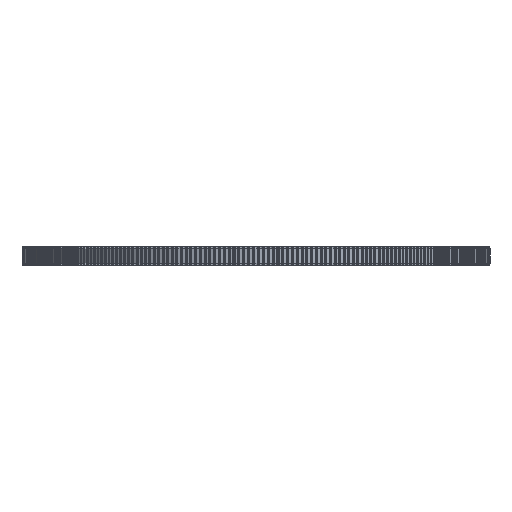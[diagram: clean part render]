
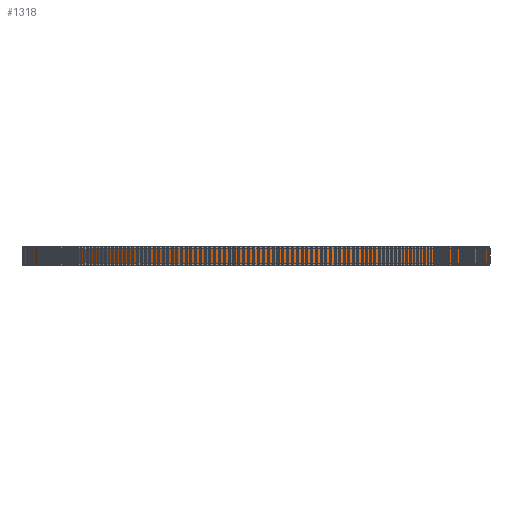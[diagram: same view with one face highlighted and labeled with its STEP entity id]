
A CAD part, front view. The second image highlights one B-rep face of the part: STEP entity #1318.
In plain terms, the highlighted cylindrical face has radius 95.175 mm (diameter 190.349 mm), a full revolution.
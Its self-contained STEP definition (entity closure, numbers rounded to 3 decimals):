
#97=FACE_BOUND('',#4912,.T.);
#98=FACE_BOUND('',#4913,.T.);
#1318=ADVANCED_FACE('',(#97,#98),#2515,.T.);
#2515=CYLINDRICAL_SURFACE('',#26455,95.175);
#4912=EDGE_LOOP('',(#14482));
#4913=EDGE_LOOP('',(#14483));
#14482=ORIENTED_EDGE('',*,*,#20466,.T.);
#14483=ORIENTED_EDGE('',*,*,#20467,.T.);
#16876=VERTEX_POINT('',#42020);
#16877=VERTEX_POINT('',#42022);
#20466=EDGE_CURVE('',#16876,#16876,#22860,.T.);
#20467=EDGE_CURVE('',#16877,#16877,#22861,.T.);
#22860=CIRCLE('',#26453,95.175);
#22861=CIRCLE('',#26454,95.175);
#26453=AXIS2_PLACEMENT_3D('',#42019,#34834,#34835);
#26454=AXIS2_PLACEMENT_3D('',#42021,#34836,#34837);
#26455=AXIS2_PLACEMENT_3D('',#42023,#34838,#34839);
#34834=DIRECTION('',(0.,0.,1.));
#34835=DIRECTION('',(1.,0.,0.));
#34836=DIRECTION('',(0.,0.,-1.));
#34837=DIRECTION('',(1.,0.,0.));
#34838=DIRECTION('',(0.,0.,1.));
#34839=DIRECTION('',(1.,0.,0.));
#42019=CARTESIAN_POINT('',(0.,0.,1.));
#42020=CARTESIAN_POINT('',(95.175,0.,1.));
#42021=CARTESIAN_POINT('',(0.,0.,7.));
#42022=CARTESIAN_POINT('',(95.175,0.,7.));
#42023=CARTESIAN_POINT('',(0.,0.,1.));
